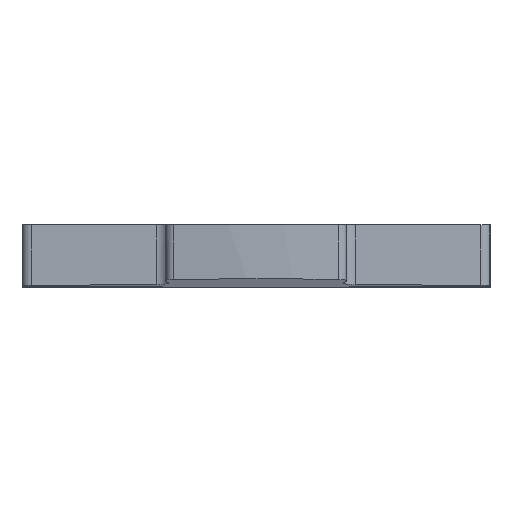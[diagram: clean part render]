
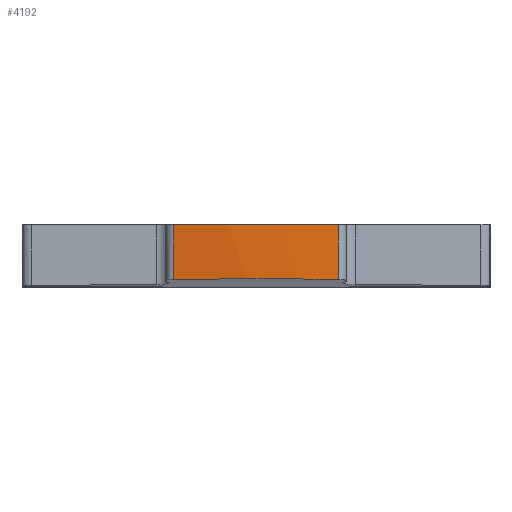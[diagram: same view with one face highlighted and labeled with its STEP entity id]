
A CAD part, left-side view. The second image highlights one B-rep face of the part: STEP entity #4192.
In plain terms, the highlighted cylindrical face has radius 200 mm (diameter 400 mm), a partial arc.
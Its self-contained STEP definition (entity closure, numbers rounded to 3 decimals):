
#275 = PLANE('',#276);
#276 = AXIS2_PLACEMENT_3D('',#277,#278,#279);
#277 = CARTESIAN_POINT('',(1.277,-0.008,5.));
#278 = DIRECTION('',(0.,0.,1.));
#279 = DIRECTION('',(1.,0.,0.));
#1834 = VERTEX_POINT('',#1835);
#1835 = CARTESIAN_POINT('',(-185.764,26.396,5.));
#1850 = CYLINDRICAL_SURFACE('',#1851,3.);
#1851 = AXIS2_PLACEMENT_3D('',#1852,#1853,#1854);
#1852 = CARTESIAN_POINT('',(-182.79,26.,-15.));
#1853 = DIRECTION('',(-0.,-0.,-1.));
#1854 = DIRECTION('',(1.,0.,0.));
#1862 = EDGE_CURVE('',#1834,#1863,#1865,.T.);
#1863 = VERTEX_POINT('',#1864);
#1864 = CARTESIAN_POINT('',(-185.764,-26.396,5.));
#1865 = SURFACE_CURVE('',#1866,(#1871,#1878),.PCURVE_S1.);
#1866 = CIRCLE('',#1867,200.);
#1867 = AXIS2_PLACEMENT_3D('',#1868,#1869,#1870);
#1868 = CARTESIAN_POINT('',(12.486,0.,5.));
#1869 = DIRECTION('',(0.,0.,1.));
#1870 = DIRECTION('',(1.,0.,0.));
#1871 = PCURVE('',#275,#1872);
#1872 = DEFINITIONAL_REPRESENTATION('',(#1873),#1877);
#1873 = CIRCLE('',#1874,200.);
#1874 = AXIS2_PLACEMENT_2D('',#1875,#1876);
#1875 = CARTESIAN_POINT('',(11.209,0.008));
#1876 = DIRECTION('',(1.,0.));
#1877 = ( GEOMETRIC_REPRESENTATION_CONTEXT(2) 
PARAMETRIC_REPRESENTATION_CONTEXT() REPRESENTATION_CONTEXT('2D SPACE',''
  ) );
#1878 = PCURVE('',#1879,#1884);
#1879 = CYLINDRICAL_SURFACE('',#1880,200.);
#1880 = AXIS2_PLACEMENT_3D('',#1881,#1882,#1883);
#1881 = CARTESIAN_POINT('',(12.486,0.,-15.));
#1882 = DIRECTION('',(-0.,-0.,-1.));
#1883 = DIRECTION('',(1.,0.,0.));
#1884 = DEFINITIONAL_REPRESENTATION('',(#1885),#1889);
#1885 = LINE('',#1886,#1887);
#1886 = CARTESIAN_POINT('',(-0.,-20.));
#1887 = VECTOR('',#1888,1.);
#1888 = DIRECTION('',(-1.,0.));
#1889 = ( GEOMETRIC_REPRESENTATION_CONTEXT(2) 
PARAMETRIC_REPRESENTATION_CONTEXT() REPRESENTATION_CONTEXT('2D SPACE',''
  ) );
#1908 = CYLINDRICAL_SURFACE('',#1909,3.);
#1909 = AXIS2_PLACEMENT_3D('',#1910,#1911,#1912);
#1910 = CARTESIAN_POINT('',(-182.79,-26.,-15.));
#1911 = DIRECTION('',(-0.,-0.,-1.));
#1912 = DIRECTION('',(1.,0.,0.));
#3842 = PLANE('',#3843);
#3843 = AXIS2_PLACEMENT_3D('',#3844,#3845,#3846);
#3844 = CARTESIAN_POINT('',(-164.143,-100.,-15.562));
#3845 = DIRECTION('',(0.139,0.,0.99));
#3846 = DIRECTION('',(-0.99,0.,0.139));
#4142 = VERTEX_POINT('',#4143);
#4143 = CARTESIAN_POINT('',(-185.764,-26.396,
    -12.523));
#4170 = EDGE_CURVE('',#4142,#1863,#4171,.T.);
#4171 = SURFACE_CURVE('',#4172,(#4176,#4183),.PCURVE_S1.);
#4172 = LINE('',#4173,#4174);
#4173 = CARTESIAN_POINT('',(-185.764,-26.396,-15.));
#4174 = VECTOR('',#4175,1.);
#4175 = DIRECTION('',(0.,0.,1.));
#4176 = PCURVE('',#1908,#4177);
#4177 = DEFINITIONAL_REPRESENTATION('',(#4178),#4182);
#4178 = LINE('',#4179,#4180);
#4179 = CARTESIAN_POINT('',(-3.274,0.));
#4180 = VECTOR('',#4181,1.);
#4181 = DIRECTION('',(-0.,-1.));
#4182 = ( GEOMETRIC_REPRESENTATION_CONTEXT(2) 
PARAMETRIC_REPRESENTATION_CONTEXT() REPRESENTATION_CONTEXT('2D SPACE',''
  ) );
#4183 = PCURVE('',#1879,#4184);
#4184 = DEFINITIONAL_REPRESENTATION('',(#4185),#4189);
#4185 = LINE('',#4186,#4187);
#4186 = CARTESIAN_POINT('',(-3.274,0.));
#4187 = VECTOR('',#4188,1.);
#4188 = DIRECTION('',(-0.,-1.));
#4189 = ( GEOMETRIC_REPRESENTATION_CONTEXT(2) 
PARAMETRIC_REPRESENTATION_CONTEXT() REPRESENTATION_CONTEXT('2D SPACE',''
  ) );
#4192 = ADVANCED_FACE('',(#4193),#1879,.T.);
#4193 = FACE_BOUND('',#4194,.F.);
#4194 = EDGE_LOOP('',(#4195,#4222,#4243,#4244));
#4195 = ORIENTED_EDGE('',*,*,#4196,.F.);
#4196 = EDGE_CURVE('',#4197,#4142,#4199,.T.);
#4197 = VERTEX_POINT('',#4198);
#4198 = CARTESIAN_POINT('',(-185.764,26.396,
    -12.523));
#4199 = SURFACE_CURVE('',#4200,(#4205,#4215),.PCURVE_S1.);
#4200 = ELLIPSE('',#4201,201.966,200.);
#4201 = AXIS2_PLACEMENT_3D('',#4202,#4203,#4204);
#4202 = CARTESIAN_POINT('',(12.486,0.,-40.385)
  );
#4203 = DIRECTION('',(0.139,0.,0.99));
#4204 = DIRECTION('',(0.99,0.,-0.139));
#4205 = PCURVE('',#1879,#4206);
#4206 = DEFINITIONAL_REPRESENTATION('',(#4207),#4214);
#4207 = B_SPLINE_CURVE_WITH_KNOTS('',5,(#4208,#4209,#4210,#4211,#4212,
    #4213),.UNSPECIFIED.,.F.,.F.,(6,6),(3.009,3.274),
  .PIECEWISE_BEZIER_KNOTS.);
#4208 = CARTESIAN_POINT('',(-3.009,-2.477));
#4209 = CARTESIAN_POINT('',(-3.062,-2.673));
#4210 = CARTESIAN_POINT('',(-3.115,-2.772));
#4211 = CARTESIAN_POINT('',(-3.168,-2.772));
#4212 = CARTESIAN_POINT('',(-3.221,-2.673));
#4213 = CARTESIAN_POINT('',(-3.274,-2.477));
#4214 = ( GEOMETRIC_REPRESENTATION_CONTEXT(2) 
PARAMETRIC_REPRESENTATION_CONTEXT() REPRESENTATION_CONTEXT('2D SPACE',''
  ) );
#4215 = PCURVE('',#3842,#4216);
#4216 = DEFINITIONAL_REPRESENTATION('',(#4217),#4221);
#4217 = ELLIPSE('',#4218,201.966,200.);
#4218 = AXIS2_PLACEMENT_2D('',#4219,#4220);
#4219 = CARTESIAN_POINT('',(-178.365,-100.));
#4220 = DIRECTION('',(-1.,0.));
#4221 = ( GEOMETRIC_REPRESENTATION_CONTEXT(2) 
PARAMETRIC_REPRESENTATION_CONTEXT() REPRESENTATION_CONTEXT('2D SPACE',''
  ) );
#4222 = ORIENTED_EDGE('',*,*,#4223,.T.);
#4223 = EDGE_CURVE('',#4197,#1834,#4224,.T.);
#4224 = SURFACE_CURVE('',#4225,(#4229,#4236),.PCURVE_S1.);
#4225 = LINE('',#4226,#4227);
#4226 = CARTESIAN_POINT('',(-185.764,26.396,-15.));
#4227 = VECTOR('',#4228,1.);
#4228 = DIRECTION('',(0.,0.,1.));
#4229 = PCURVE('',#1879,#4230);
#4230 = DEFINITIONAL_REPRESENTATION('',(#4231),#4235);
#4231 = LINE('',#4232,#4233);
#4232 = CARTESIAN_POINT('',(-3.009,0.));
#4233 = VECTOR('',#4234,1.);
#4234 = DIRECTION('',(-0.,-1.));
#4235 = ( GEOMETRIC_REPRESENTATION_CONTEXT(2) 
PARAMETRIC_REPRESENTATION_CONTEXT() REPRESENTATION_CONTEXT('2D SPACE',''
  ) );
#4236 = PCURVE('',#1850,#4237);
#4237 = DEFINITIONAL_REPRESENTATION('',(#4238),#4242);
#4238 = LINE('',#4239,#4240);
#4239 = CARTESIAN_POINT('',(-3.009,0.));
#4240 = VECTOR('',#4241,1.);
#4241 = DIRECTION('',(-0.,-1.));
#4242 = ( GEOMETRIC_REPRESENTATION_CONTEXT(2) 
PARAMETRIC_REPRESENTATION_CONTEXT() REPRESENTATION_CONTEXT('2D SPACE',''
  ) );
#4243 = ORIENTED_EDGE('',*,*,#1862,.T.);
#4244 = ORIENTED_EDGE('',*,*,#4170,.F.);
